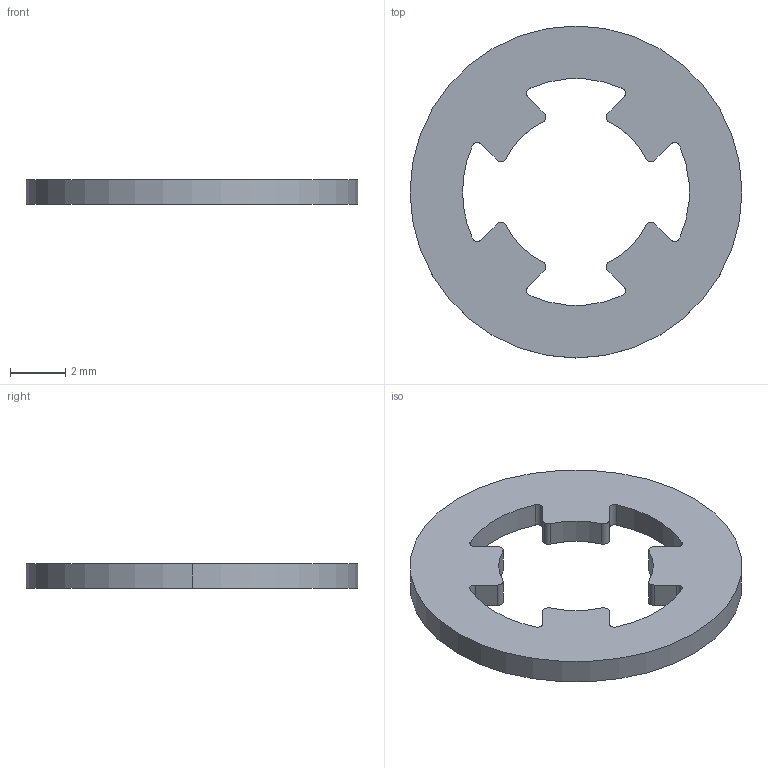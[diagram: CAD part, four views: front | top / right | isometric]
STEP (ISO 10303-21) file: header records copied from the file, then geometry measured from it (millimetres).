
FILE_DESCRIPTION (( 'STEP AP203' ), '1' );
FILE_NAME ('CP-29-EMC-M6.STEP', '2016-11-30T06:26:17', ( '' ), ( '' ), 'SwSTEP 2.0', 'SolidWorks 2014', '' );
FILE_SCHEMA (( 'CONFIG_CONTROL_DESIGN' ));
Length unit declared in the file: millimetre
Products named in the file (1): CP-29-EMC-M6
Bounding box: 12 x 12 x 0.9 mm (x, y, z)
Volume: 65.7 mm3; surface area: 210.6 mm2
Topology: 1 solids, 1 shells, 41 faces, 117 edges, 78 vertices
Faces by surface type: cylinder 31, plane 10
Entity records: 1454 total; most frequent: DIRECTION 263, CARTESIAN_POINT 237, ORIENTED_EDGE 234, EDGE_CURVE 117, AXIS2_PLACEMENT_3D 104, VERTEX_POINT 78, CIRCLE 62, VECTOR 55
